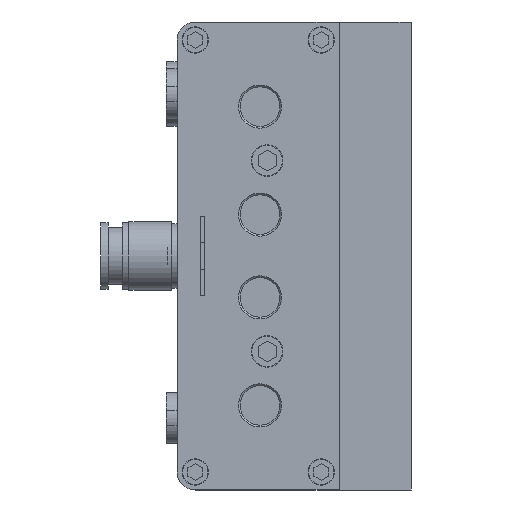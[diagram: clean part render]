
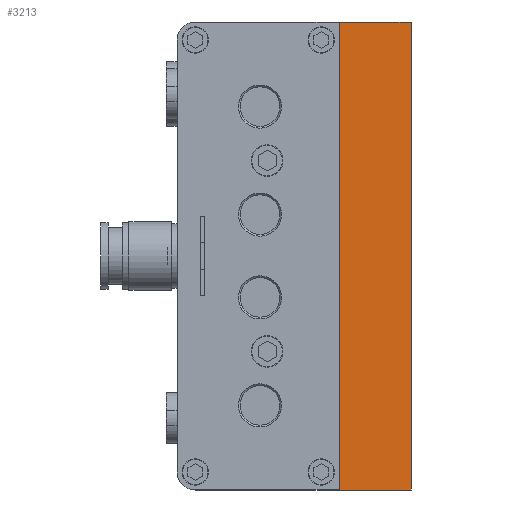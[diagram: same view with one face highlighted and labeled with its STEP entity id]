
A CAD part, left-side view. The second image highlights one B-rep face of the part: STEP entity #3213.
In plain terms, the highlighted planar face has unit normal (-1, 0, 0).
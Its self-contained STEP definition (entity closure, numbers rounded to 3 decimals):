
#1061 = CARTESIAN_POINT ( 'NONE',  ( -464., -20., 65. ) ) ;
#3213 = ADVANCED_FACE ( 'NONE', ( #4286 ), #25646, .F. ) ;
#3303 = VERTEX_POINT ( 'NONE', #7334 ) ;
#3564 = VERTEX_POINT ( 'NONE', #33570 ) ;
#3943 = DIRECTION ( 'NONE',  ( 0., 0., -1. ) ) ;
#3946 = LINE ( 'NONE', #28689, #13581 ) ;
#3983 = ORIENTED_EDGE ( 'NONE', *, *, #29066, .F. ) ;
#4286 = FACE_OUTER_BOUND ( 'NONE', #22904, .T. ) ;
#5327 = EDGE_CURVE ( 'NONE', #26561, #3564, #3946, .T. ) ;
#6156 = DIRECTION ( 'NONE',  ( 0., 0., -1. ) ) ;
#7334 = CARTESIAN_POINT ( 'NONE',  ( -464., -20., 65. ) ) ;
#9312 = DIRECTION ( 'NONE',  ( 0., 1., 0. ) ) ;
#10174 = DIRECTION ( 'NONE',  ( 0., 0., -1. ) ) ;
#10337 = LINE ( 'NONE', #32232, #25498 ) ;
#11227 = CARTESIAN_POINT ( 'NONE',  ( -464., -20., 65. ) ) ;
#11898 = CARTESIAN_POINT ( 'NONE',  ( -464., 0., 65. ) ) ;
#11996 = DIRECTION ( 'NONE',  ( 1., 0., 0. ) ) ;
#13581 = VECTOR ( 'NONE', #9312, 1000. ) ;
#14512 = ORIENTED_EDGE ( 'NONE', *, *, #21947, .T. ) ;
#16512 = CARTESIAN_POINT ( 'NONE',  ( -464., 0., 65. ) ) ;
#17800 = ORIENTED_EDGE ( 'NONE', *, *, #34370, .T. ) ;
#20126 = VERTEX_POINT ( 'NONE', #16512 ) ;
#21947 = EDGE_CURVE ( 'NONE', #20126, #3564, #22854, .T. ) ;
#22854 = LINE ( 'NONE', #11898, #26150 ) ;
#22904 = EDGE_LOOP ( 'NONE', ( #14512, #26186, #3983, #17800 ) ) ;
#25402 = LINE ( 'NONE', #11227, #32282 ) ;
#25498 = VECTOR ( 'NONE', #10174, 1000. ) ;
#25646 = PLANE ( 'NONE',  #29326 ) ;
#26150 = VECTOR ( 'NONE', #6156, 1000. ) ;
#26186 = ORIENTED_EDGE ( 'NONE', *, *, #5327, .F. ) ;
#26561 = VERTEX_POINT ( 'NONE', #27185 ) ;
#27185 = CARTESIAN_POINT ( 'NONE',  ( -464., -20., -65. ) ) ;
#28689 = CARTESIAN_POINT ( 'NONE',  ( -464., -20., -65. ) ) ;
#29066 = EDGE_CURVE ( 'NONE', #3303, #26561, #10337, .T. ) ;
#29326 = AXIS2_PLACEMENT_3D ( 'NONE', #1061, #11996, #3943 ) ;
#32232 = CARTESIAN_POINT ( 'NONE',  ( -464., -20., 65. ) ) ;
#32282 = VECTOR ( 'NONE', #33295, 1000. ) ;
#33295 = DIRECTION ( 'NONE',  ( 0., 1., 0. ) ) ;
#33570 = CARTESIAN_POINT ( 'NONE',  ( -464., 0., -65. ) ) ;
#34370 = EDGE_CURVE ( 'NONE', #3303, #20126, #25402, .T. ) ;
